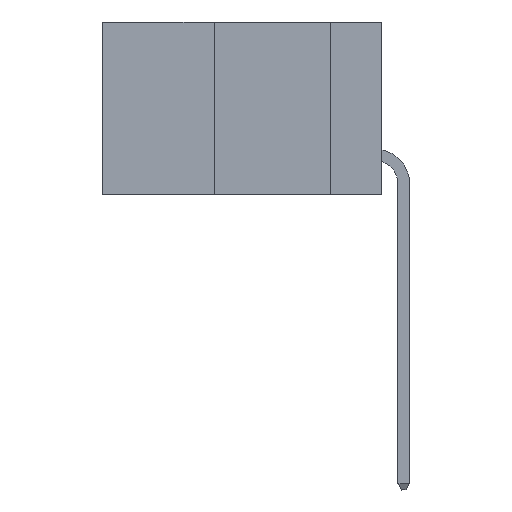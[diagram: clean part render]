
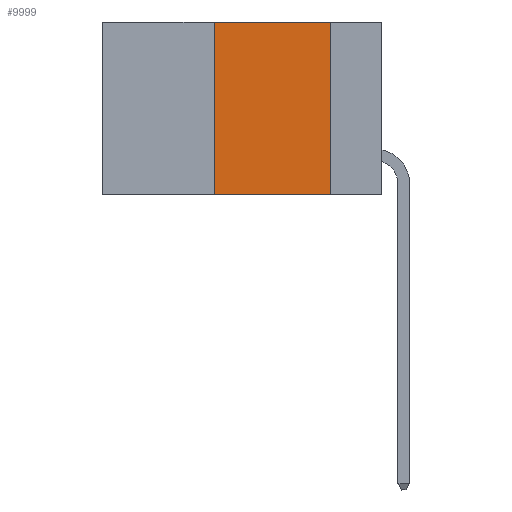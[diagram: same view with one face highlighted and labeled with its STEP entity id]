
A CAD part, left-side view. The second image highlights one B-rep face of the part: STEP entity #9999.
In plain terms, the highlighted planar face has unit normal (-1, 0, 0).
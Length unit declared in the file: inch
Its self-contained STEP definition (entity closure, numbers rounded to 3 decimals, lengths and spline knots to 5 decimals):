
#8 = EDGE_CURVE ( 'NONE', #11293, #3219, #9088, .T. ) ;
#717 = CARTESIAN_POINT ( 'NONE',  ( 0., 0.36, -0.37 ) ) ;
#885 = EDGE_LOOP ( 'NONE', ( #3279, #17612, #9441, #17763 ) ) ;
#2805 = CARTESIAN_POINT ( 'NONE',  ( 0., 0.11, 0. ) ) ;
#3219 = VERTEX_POINT ( 'NONE', #15577 ) ;
#3279 = ORIENTED_EDGE ( 'NONE', *, *, #8745, .F. ) ;
#5533 = DIRECTION ( 'NONE',  ( 0., 0., -1. ) ) ;
#5877 = DIRECTION ( 'NONE',  ( 0., 0., 1. ) ) ;
#7325 = LINE ( 'NONE', #15758, #8593 ) ;
#7753 = AXIS2_PLACEMENT_3D ( 'NONE', #15415, #20297, #5533 ) ;
#8176 = CARTESIAN_POINT ( 'NONE',  ( 0., 0.36, 0. ) ) ;
#8593 = VECTOR ( 'NONE', #5877, 39.37008 ) ;
#8745 = EDGE_CURVE ( 'NONE', #14637, #3219, #19793, .T. ) ;
#9088 = LINE ( 'NONE', #12871, #21142 ) ;
#9306 = VECTOR ( 'NONE', #10951, 39.37008 ) ;
#9441 = ORIENTED_EDGE ( 'NONE', *, *, #16594, .F. ) ;
#9999 = ADVANCED_FACE ( 'NONE', ( #18988 ), #13840, .F. ) ;
#10951 = DIRECTION ( 'NONE',  ( 0., 0., -1. ) ) ;
#11113 = DIRECTION ( 'NONE',  ( 0., -1., 0. ) ) ;
#11293 = VERTEX_POINT ( 'NONE', #717 ) ;
#11871 = CARTESIAN_POINT ( 'NONE',  ( 0., 0.11, 0. ) ) ;
#12067 = VERTEX_POINT ( 'NONE', #8176 ) ;
#12153 = LINE ( 'NONE', #12208, #17036 ) ;
#12208 = CARTESIAN_POINT ( 'NONE',  ( 0., 0.6, 0. ) ) ;
#12286 = DIRECTION ( 'NONE',  ( 0., -1., 0. ) ) ;
#12871 = CARTESIAN_POINT ( 'NONE',  ( 0., 0.6, -0.37 ) ) ;
#13840 = PLANE ( 'NONE',  #7753 ) ;
#14637 = VERTEX_POINT ( 'NONE', #11871 ) ;
#15415 = CARTESIAN_POINT ( 'NONE',  ( 0., 0.6, 0. ) ) ;
#15577 = CARTESIAN_POINT ( 'NONE',  ( 0., 0.11, -0.37 ) ) ;
#15758 = CARTESIAN_POINT ( 'NONE',  ( 0., 0.36, 0. ) ) ;
#16594 = EDGE_CURVE ( 'NONE', #11293, #12067, #7325, .T. ) ;
#17036 = VECTOR ( 'NONE', #12286, 39.37008 ) ;
#17301 = EDGE_CURVE ( 'NONE', #12067, #14637, #12153, .T. ) ;
#17612 = ORIENTED_EDGE ( 'NONE', *, *, #17301, .F. ) ;
#17763 = ORIENTED_EDGE ( 'NONE', *, *, #8, .T. ) ;
#18988 = FACE_OUTER_BOUND ( 'NONE', #885, .T. ) ;
#19793 = LINE ( 'NONE', #2805, #9306 ) ;
#20297 = DIRECTION ( 'NONE',  ( 1., 0., 0. ) ) ;
#21142 = VECTOR ( 'NONE', #11113, 39.37008 ) ;
